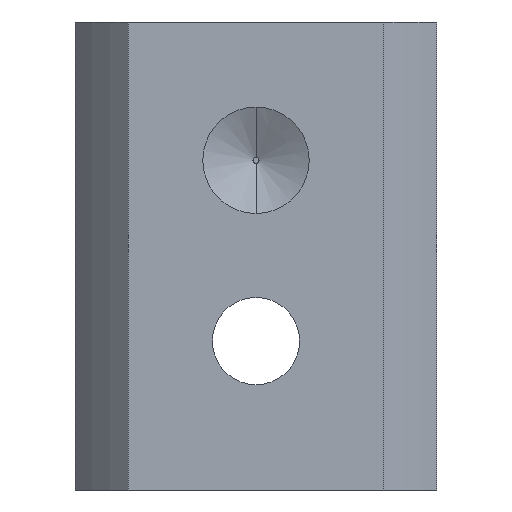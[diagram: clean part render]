
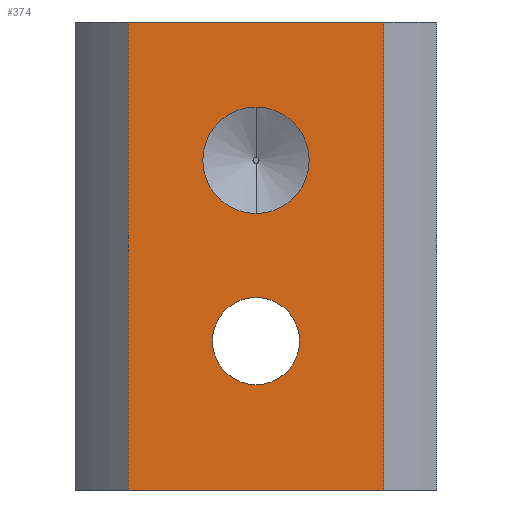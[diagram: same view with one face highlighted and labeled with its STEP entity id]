
A CAD part, front view. The second image highlights one B-rep face of the part: STEP entity #374.
In plain terms, the highlighted planar face has unit normal (0, -1, 0).
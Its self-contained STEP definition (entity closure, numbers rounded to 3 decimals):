
#4 = FACE_OUTER_BOUND ( 'NONE', #569, .T. ) ;
#8 = CARTESIAN_POINT ( 'NONE',  ( -6., -8., 0. ) ) ;
#10 = CARTESIAN_POINT ( 'NONE',  ( 0., -8., 9.05 ) ) ;
#33 = DIRECTION ( 'NONE',  ( 0., 0., 1. ) ) ;
#36 = PLANE ( 'NONE',  #118 ) ;
#45 = CIRCLE ( 'NONE', #154, 2.05 ) ;
#49 = VECTOR ( 'NONE', #255, 1000. ) ;
#53 = CARTESIAN_POINT ( 'NONE',  ( 6., -8., 0. ) ) ;
#54 = FACE_BOUND ( 'NONE', #390, .T. ) ;
#64 = CIRCLE ( 'NONE', #165, 2.5 ) ;
#66 = CARTESIAN_POINT ( 'NONE',  ( 6., -8., 22. ) ) ;
#67 = CARTESIAN_POINT ( 'NONE',  ( 0., -8., 18. ) ) ;
#68 = CARTESIAN_POINT ( 'NONE',  ( -6., -8., 22. ) ) ;
#77 = CARTESIAN_POINT ( 'NONE',  ( -6., -8., 22. ) ) ;
#81 = DIRECTION ( 'NONE',  ( 0., 1., 0. ) ) ;
#88 = CARTESIAN_POINT ( 'NONE',  ( 0., -8., 4.95 ) ) ;
#98 = VECTOR ( 'NONE', #341, 1000. ) ;
#108 = AXIS2_PLACEMENT_3D ( 'NONE', #513, #523, #231 ) ;
#118 = AXIS2_PLACEMENT_3D ( 'NONE', #68, #81, #33 ) ;
#122 = AXIS2_PLACEMENT_3D ( 'NONE', #228, #225, #215 ) ;
#127 = VERTEX_POINT ( 'NONE', #8 ) ;
#150 = VECTOR ( 'NONE', #405, 1000. ) ;
#152 = LINE ( 'NONE', #404, #150 ) ;
#154 = AXIS2_PLACEMENT_3D ( 'NONE', #174, #173, #171 ) ;
#163 = VERTEX_POINT ( 'NONE', #10 ) ;
#165 = AXIS2_PLACEMENT_3D ( 'NONE', #219, #216, #213 ) ;
#168 = LINE ( 'NONE', #294, #98 ) ;
#171 = DIRECTION ( 'NONE',  ( 0., 0., 1. ) ) ;
#173 = DIRECTION ( 'NONE',  ( 0., 1., 0. ) ) ;
#174 = CARTESIAN_POINT ( 'NONE',  ( 0., -8., 7. ) ) ;
#176 = ORIENTED_EDGE ( 'NONE', *, *, #267, .F. ) ;
#213 = DIRECTION ( 'NONE',  ( 0., 0., -1. ) ) ;
#215 = DIRECTION ( 'NONE',  ( 0., 0., 1. ) ) ;
#216 = DIRECTION ( 'NONE',  ( 0., -1., 0. ) ) ;
#219 = CARTESIAN_POINT ( 'NONE',  ( 0., -8., 15.5 ) ) ;
#225 = DIRECTION ( 'NONE',  ( 0., 1., 0. ) ) ;
#228 = CARTESIAN_POINT ( 'NONE',  ( 0., -8., 7. ) ) ;
#231 = DIRECTION ( 'NONE',  ( 0., 0., -1. ) ) ;
#249 = EDGE_CURVE ( 'NONE', #560, #127, #152, .T. ) ;
#255 = DIRECTION ( 'NONE',  ( 1., 0., 0. ) ) ;
#264 = EDGE_CURVE ( 'NONE', #127, #443, #168, .T. ) ;
#266 = EDGE_CURVE ( 'NONE', #468, #443, #340, .T. ) ;
#267 = EDGE_CURVE ( 'NONE', #560, #468, #317, .T. ) ;
#268 = VERTEX_POINT ( 'NONE', #295 ) ;
#279 = DIRECTION ( 'NONE',  ( 0., 0., -1. ) ) ;
#294 = CARTESIAN_POINT ( 'NONE',  ( -6., -8., 0. ) ) ;
#295 = CARTESIAN_POINT ( 'NONE',  ( 0., -8., 13. ) ) ;
#302 = CARTESIAN_POINT ( 'NONE',  ( 6., -8., 22. ) ) ;
#317 = LINE ( 'NONE', #339, #49 ) ;
#339 = CARTESIAN_POINT ( 'NONE',  ( -6., -8., 22. ) ) ;
#340 = LINE ( 'NONE', #302, #345 ) ;
#341 = DIRECTION ( 'NONE',  ( 1., 0., 0. ) ) ;
#345 = VECTOR ( 'NONE', #279, 1000. ) ;
#353 = EDGE_CURVE ( 'NONE', #268, #497, #64, .T. ) ;
#355 = EDGE_CURVE ( 'NONE', #163, #522, #45, .T. ) ;
#374 = ADVANCED_FACE ( 'NONE', ( #54, #584, #4 ), #36, .F. ) ;
#382 = EDGE_CURVE ( 'NONE', #522, #163, #393, .T. ) ;
#390 = EDGE_LOOP ( 'NONE', ( #562, #572 ) ) ;
#393 = CIRCLE ( 'NONE', #122, 2.05 ) ;
#404 = CARTESIAN_POINT ( 'NONE',  ( -6., -8., 22. ) ) ;
#405 = DIRECTION ( 'NONE',  ( 0., 0., -1. ) ) ;
#411 = EDGE_CURVE ( 'NONE', #497, #268, #595, .T. ) ;
#443 = VERTEX_POINT ( 'NONE', #53 ) ;
#459 = EDGE_LOOP ( 'NONE', ( #542, #549 ) ) ;
#468 = VERTEX_POINT ( 'NONE', #66 ) ;
#497 = VERTEX_POINT ( 'NONE', #67 ) ;
#513 = CARTESIAN_POINT ( 'NONE',  ( 0., -8., 15.5 ) ) ;
#522 = VERTEX_POINT ( 'NONE', #88 ) ;
#523 = DIRECTION ( 'NONE',  ( 0., -1., 0. ) ) ;
#530 = ORIENTED_EDGE ( 'NONE', *, *, #264, .T. ) ;
#541 = ORIENTED_EDGE ( 'NONE', *, *, #266, .F. ) ;
#542 = ORIENTED_EDGE ( 'NONE', *, *, #355, .T. ) ;
#549 = ORIENTED_EDGE ( 'NONE', *, *, #382, .T. ) ;
#560 = VERTEX_POINT ( 'NONE', #77 ) ;
#562 = ORIENTED_EDGE ( 'NONE', *, *, #353, .F. ) ;
#564 = ORIENTED_EDGE ( 'NONE', *, *, #249, .T. ) ;
#569 = EDGE_LOOP ( 'NONE', ( #530, #541, #176, #564 ) ) ;
#572 = ORIENTED_EDGE ( 'NONE', *, *, #411, .F. ) ;
#584 = FACE_BOUND ( 'NONE', #459, .T. ) ;
#595 = CIRCLE ( 'NONE', #108, 2.5 ) ;
